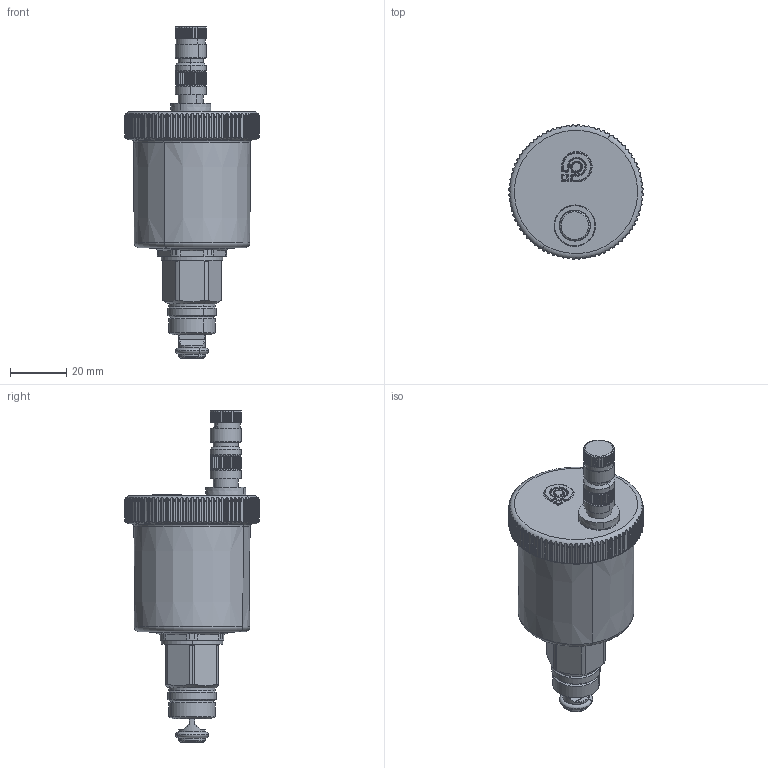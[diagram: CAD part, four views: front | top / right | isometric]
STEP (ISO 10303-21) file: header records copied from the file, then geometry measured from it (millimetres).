
FILE_DESCRIPTION(('CATIA V5 STEP Exchange'),'2;1');
FILE_NAME('STEP_502133_-_TST.stp','2018-09-27T13:39:47+00:00',('none'),('none'),'CATIA Version 5-6 Release 2016 SP4','CATIA V5 STEP AP203','none');
FILE_SCHEMA(('CONFIG_CONTROL_DESIGN'));
Length unit declared in the file: millimetre
Products named in the file (1): 502133 - TST
Bounding box: 47.87 x 47.87 x 118.2 mm (x, y, z)
Volume: 81509.6 mm3; surface area: 14107.2 mm2
Topology: 2 solids, 4 shells, 913 faces, 2593 edges, 1690 vertices
Faces by surface type: plane 425, cylinder 355, cone 45, bspline 41, torus 38, sphere 9
Entity records: 35002 total; most frequent: CARTESIAN_POINT 14505, ORIENTED_EDGE 5156, DIRECTION 2810, EDGE_CURVE 2578, VERTEX_POINT 1690, AXIS2_PLACEMENT_3D 1174, B_SPLINE_CURVE_WITH_KNOTS 1096, VECTOR 973
